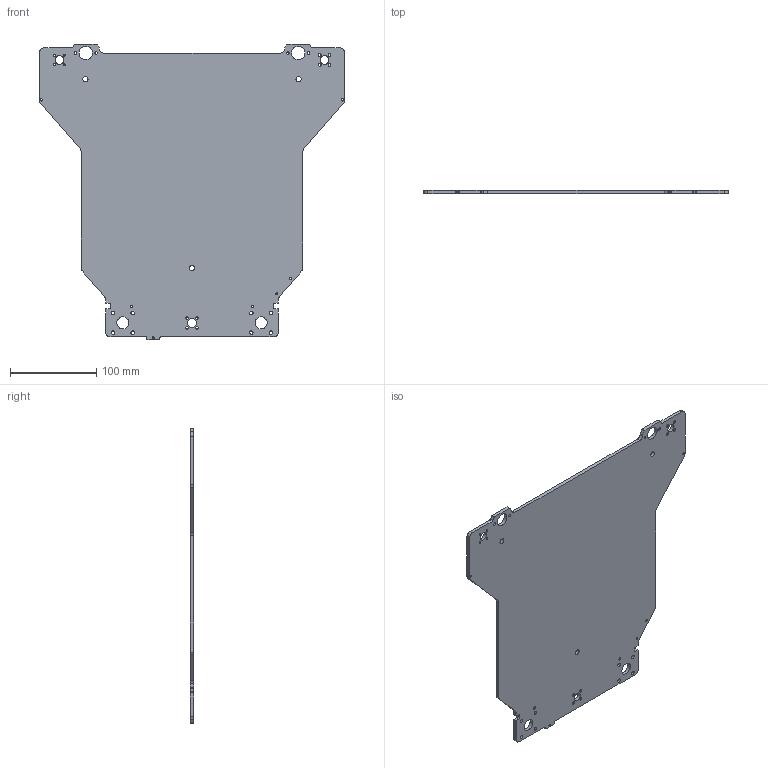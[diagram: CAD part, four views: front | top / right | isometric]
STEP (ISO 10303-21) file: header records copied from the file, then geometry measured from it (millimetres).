
FILE_DESCRIPTION(/* description */ (''),/* implementation_level */ '2;1');
FILE_NAME(/* name */ '28413ca3-bf19-4363-a6fe-239da423b7a9.stp',/* time_stamp */ '2017-12-18T18:04:38+00:00',/* author */ (''),/* organization */ (''),/* preprocessor_version */ 'ST-DEVELOPER v16.13',/* originating_system */ 'Autodesk Translation Framework v6.5.0.72',/* authorisation */ '');
FILE_SCHEMA (('AUTOMOTIVE_DESIGN { 1 0 10303 214 3 1 1 }'));
Length unit declared in the file: millimetre
Products named in the file (1): Z-Lift Plate xBot Medium
Bounding box: 353.2 x 4 x 342.7 mm (x, y, z)
Volume: 355627.2 mm3; surface area: 185651.1 mm2
Topology: 1 solids, 1 shells, 103 faces, 343 edges, 242 vertices
Faces by surface type: cylinder 73, plane 30
Full cylindrical faces by diameter (mm): 2.5 x9, 3.086 x12, 3.2 x2, 4.109 x6, 4.11 x2, 6.05 x3, 10 x3, 14 x2, 15.5 x2
Entity records: 4100 total; most frequent: DIRECTION 737, CARTESIAN_POINT 689, ORIENTED_EDGE 686, EDGE_CURVE 343, AXIS2_PLACEMENT_3D 290, VERTEX_POINT 242, CIRCLE 186, EDGE_LOOP 185
